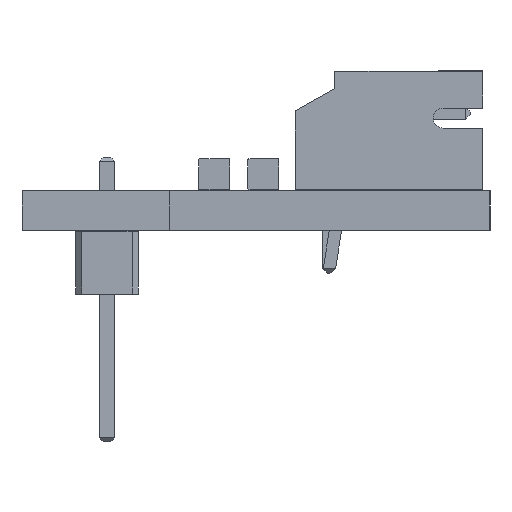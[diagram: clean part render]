
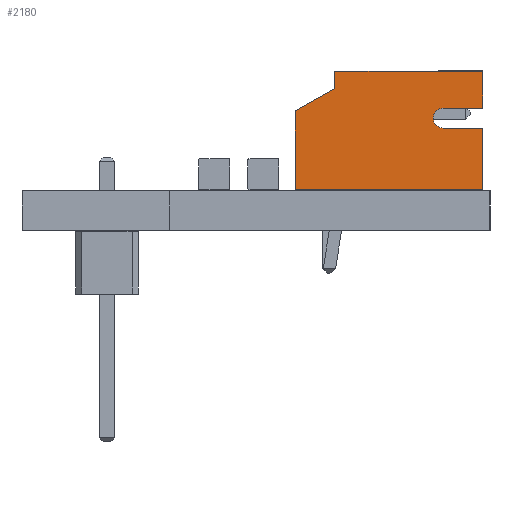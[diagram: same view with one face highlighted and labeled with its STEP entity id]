
A CAD part, left-side view. The second image highlights one B-rep face of the part: STEP entity #2180.
In plain terms, the highlighted planar face has unit normal (-1, 0, 0).
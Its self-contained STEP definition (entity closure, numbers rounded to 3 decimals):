
#1145 = VERTEX_POINT('',#1146);
#1146 = CARTESIAN_POINT('',(-1.95,-6.25,2.5));
#1152 = EDGE_CURVE('',#1145,#1153,#1155,.T.);
#1153 = VERTEX_POINT('',#1154);
#1154 = CARTESIAN_POINT('',(-1.95,-6.25,0.));
#1155 = LINE('',#1156,#1157);
#1156 = CARTESIAN_POINT('',(-1.95,-6.25,4.8));
#1157 = VECTOR('',#1158,1.);
#1158 = DIRECTION('',(0.,0.,-1.));
#2162 = VERTEX_POINT('',#2163);
#2163 = CARTESIAN_POINT('',(-1.95,-4.65,2.5));
#2169 = EDGE_CURVE('',#2162,#1145,#2170,.T.);
#2170 = LINE('',#2171,#2172);
#2171 = CARTESIAN_POINT('',(-1.95,-2.45,2.5));
#2172 = VECTOR('',#2173,1.);
#2173 = DIRECTION('',(0.,-1.,0.));
#2180 = ADVANCED_FACE('',(#2181),#2248,.T.);
#2181 = FACE_BOUND('',#2182,.T.);
#2182 = EDGE_LOOP('',(#2183,#2193,#2201,#2209,#2215,#2216,#2217,#2226,
    #2234,#2242));
#2183 = ORIENTED_EDGE('',*,*,#2184,.T.);
#2184 = EDGE_CURVE('',#2185,#2187,#2189,.T.);
#2185 = VERTEX_POINT('',#2186);
#2186 = CARTESIAN_POINT('',(-1.95,-0.25,4.8));
#2187 = VERTEX_POINT('',#2188);
#2188 = CARTESIAN_POINT('',(-1.95,-0.25,4.1));
#2189 = LINE('',#2190,#2191);
#2190 = CARTESIAN_POINT('',(-1.95,-0.25,4.8));
#2191 = VECTOR('',#2192,1.);
#2192 = DIRECTION('',(0.,0.,-1.));
#2193 = ORIENTED_EDGE('',*,*,#2194,.T.);
#2194 = EDGE_CURVE('',#2187,#2195,#2197,.T.);
#2195 = VERTEX_POINT('',#2196);
#2196 = CARTESIAN_POINT('',(-1.95,1.35,3.2));
#2197 = LINE('',#2198,#2199);
#2198 = CARTESIAN_POINT('',(-1.95,-0.25,4.1));
#2199 = VECTOR('',#2200,1.);
#2200 = DIRECTION('',(0.,0.872,-0.49)
  );
#2201 = ORIENTED_EDGE('',*,*,#2202,.T.);
#2202 = EDGE_CURVE('',#2195,#2203,#2205,.T.);
#2203 = VERTEX_POINT('',#2204);
#2204 = CARTESIAN_POINT('',(-1.95,1.35,0.));
#2205 = LINE('',#2206,#2207);
#2206 = CARTESIAN_POINT('',(-1.95,1.35,3.2));
#2207 = VECTOR('',#2208,1.);
#2208 = DIRECTION('',(-0.,0.,-1.));
#2209 = ORIENTED_EDGE('',*,*,#2210,.T.);
#2210 = EDGE_CURVE('',#2203,#1153,#2211,.T.);
#2211 = LINE('',#2212,#2213);
#2212 = CARTESIAN_POINT('',(-1.95,1.35,0.));
#2213 = VECTOR('',#2214,1.);
#2214 = DIRECTION('',(0.,-1.,0.));
#2215 = ORIENTED_EDGE('',*,*,#1152,.F.);
#2216 = ORIENTED_EDGE('',*,*,#2169,.F.);
#2217 = ORIENTED_EDGE('',*,*,#2218,.T.);
#2218 = EDGE_CURVE('',#2162,#2219,#2221,.T.);
#2219 = VERTEX_POINT('',#2220);
#2220 = CARTESIAN_POINT('',(-1.95,-4.65,3.3));
#2221 = CIRCLE('',#2222,0.4);
#2222 = AXIS2_PLACEMENT_3D('',#2223,#2224,#2225);
#2223 = CARTESIAN_POINT('',(-1.95,-4.65,2.9));
#2224 = DIRECTION('',(1.,0.,0.));
#2225 = DIRECTION('',(0.,0.,1.));
#2226 = ORIENTED_EDGE('',*,*,#2227,.F.);
#2227 = EDGE_CURVE('',#2228,#2219,#2230,.T.);
#2228 = VERTEX_POINT('',#2229);
#2229 = CARTESIAN_POINT('',(-1.95,-6.25,3.3));
#2230 = LINE('',#2231,#2232);
#2231 = CARTESIAN_POINT('',(-1.95,-3.25,3.3));
#2232 = VECTOR('',#2233,1.);
#2233 = DIRECTION('',(0.,1.,0.));
#2234 = ORIENTED_EDGE('',*,*,#2235,.F.);
#2235 = EDGE_CURVE('',#2236,#2228,#2238,.T.);
#2236 = VERTEX_POINT('',#2237);
#2237 = CARTESIAN_POINT('',(-1.95,-6.25,4.8));
#2238 = LINE('',#2239,#2240);
#2239 = CARTESIAN_POINT('',(-1.95,-6.25,4.8));
#2240 = VECTOR('',#2241,1.);
#2241 = DIRECTION('',(0.,0.,-1.));
#2242 = ORIENTED_EDGE('',*,*,#2243,.F.);
#2243 = EDGE_CURVE('',#2185,#2236,#2244,.T.);
#2244 = LINE('',#2245,#2246);
#2245 = CARTESIAN_POINT('',(-1.95,-0.25,4.8));
#2246 = VECTOR('',#2247,1.);
#2247 = DIRECTION('',(0.,-1.,0.));
#2248 = PLANE('',#2249);
#2249 = AXIS2_PLACEMENT_3D('',#2250,#2251,#2252);
#2250 = CARTESIAN_POINT('',(-1.95,-2.91,2.369));
#2251 = DIRECTION('',(-1.,0.,0.));
#2252 = DIRECTION('',(0.,0.,1.));
